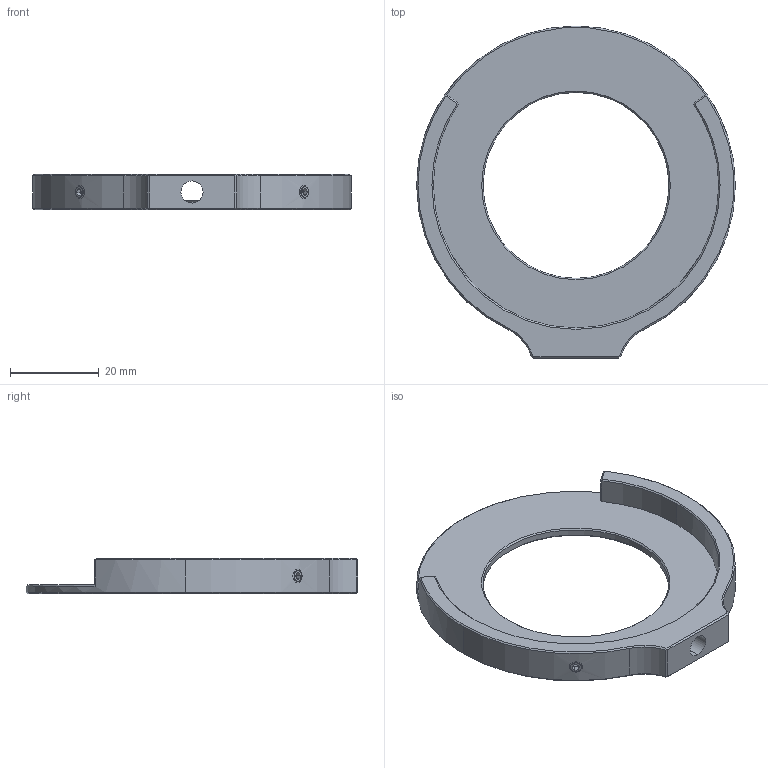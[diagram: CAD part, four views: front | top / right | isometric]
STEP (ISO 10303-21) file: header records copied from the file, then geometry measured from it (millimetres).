
FILE_DESCRIPTION (( 'STEP AP203' ), '1' );
FILE_NAME ('APID42Z-AGD.step', '2019-05-09T08:55:03', ( '' ), ( '' ), 'SwSTEP 2.0', 'SolidWorks 2016', '' );
FILE_SCHEMA (( 'CONFIG_CONTROL_DESIGN' ));
Length unit declared in the file: millimetre
Products named in the file (1): APID42Z-AGD
Bounding box: 72 x 75 x 8 mm (x, y, z)
Surface area: 8135.1 mm2 (no closed solid volume)
Topology: 0 solids, 11 shells, 117 faces, 545 edges, 429 vertices
Faces by surface type: plane 67, cone 30, cylinder 20
Entity records: 5687 total; most frequent: CARTESIAN_POINT 1332, DIRECTION 839, ORIENTED_EDGE 771, EDGE_CURVE 541, VECTOR 435, LINE 435, VERTEX_POINT 429, AXIS2_PLACEMENT_3D 202
